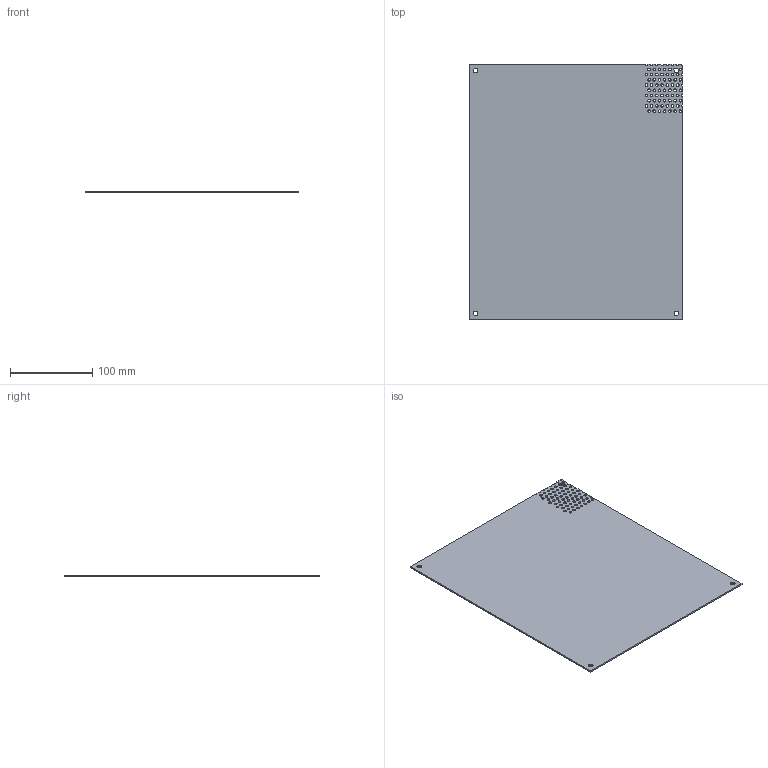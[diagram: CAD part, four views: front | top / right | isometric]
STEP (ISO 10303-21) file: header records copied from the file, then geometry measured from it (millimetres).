
FILE_DESCRIPTION (( 'STEP AP214' ), '1' );
FILE_NAME ('N1JP1412PP.STEP', '2019-07-16T17:03:25', ( '' ), ( '' ), 'SwSTEP 2.0', 'SolidWorks 2018', '' );
FILE_SCHEMA (( 'AUTOMOTIVE_DESIGN' ));
Length unit declared in the file: inch
Products named in the file (1): N1JP1412PP
Bounding box: 260.35 x 311.15 x 1.83 mm (x, y, z)
Volume: 146985 mm3; surface area: 164131.3 mm2
Topology: 1 solids, 1 shells, 168 faces, 498 edges, 332 vertices
Faces by surface type: cylinder 151, plane 17
Entity records: 6108 total; most frequent: DIRECTION 1138, CARTESIAN_POINT 999, ORIENTED_EDGE 996, EDGE_CURVE 498, AXIS2_PLACEMENT_3D 471, VERTEX_POINT 332, CIRCLE 302, EDGE_LOOP 300
